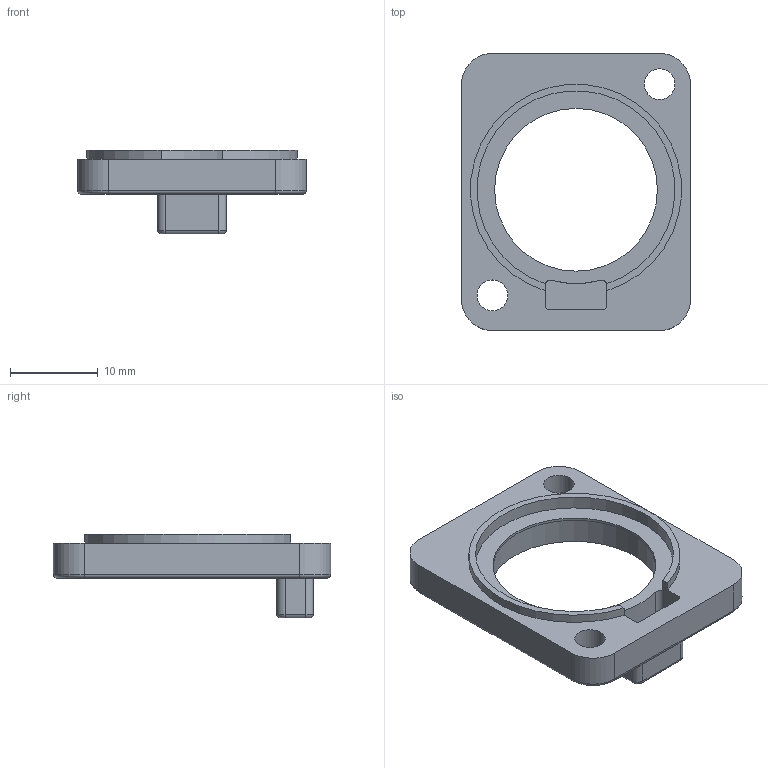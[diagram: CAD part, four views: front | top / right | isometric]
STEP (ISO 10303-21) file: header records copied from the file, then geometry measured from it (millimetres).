
FILE_DESCRIPTION((''),'2;1');
FILE_NAME('D-NE8FDP-SE_FLANGE','2014-06-11T',('odo'),(''),'PRO/ENGINEER BY PARAMETRIC TECHNOLOGY CORPORATION, 2011310','PRO/ENGINEER BY PARAMETRIC TECHNOLOGY CORPORATION, 2011310','');
FILE_SCHEMA(('AUTOMOTIVE_DESIGN_CC2 { 1 2 10303 214 -1 1 5 2 }'));
Length unit declared in the file: millimetre
Products named in the file (1): D-NE8FDP-SE_FLANGE
Bounding box: 26 x 31.5 x 9.5 mm (x, y, z)
Volume: 1931.8 mm3; surface area: 2245.5 mm2
Topology: 1 solids, 1 shells, 67 faces, 166 edges, 104 vertices
Faces by surface type: cylinder 34, plane 20, torus 9, cone 4
Entity records: 2238 total; most frequent: DIRECTION 383, CARTESIAN_POINT 337, ORIENTED_EDGE 332, COLOUR_RGB 209, EDGE_CURVE 166, AXIS2_PLACEMENT_3D 150, VERTEX_POINT 104, VECTOR 83
